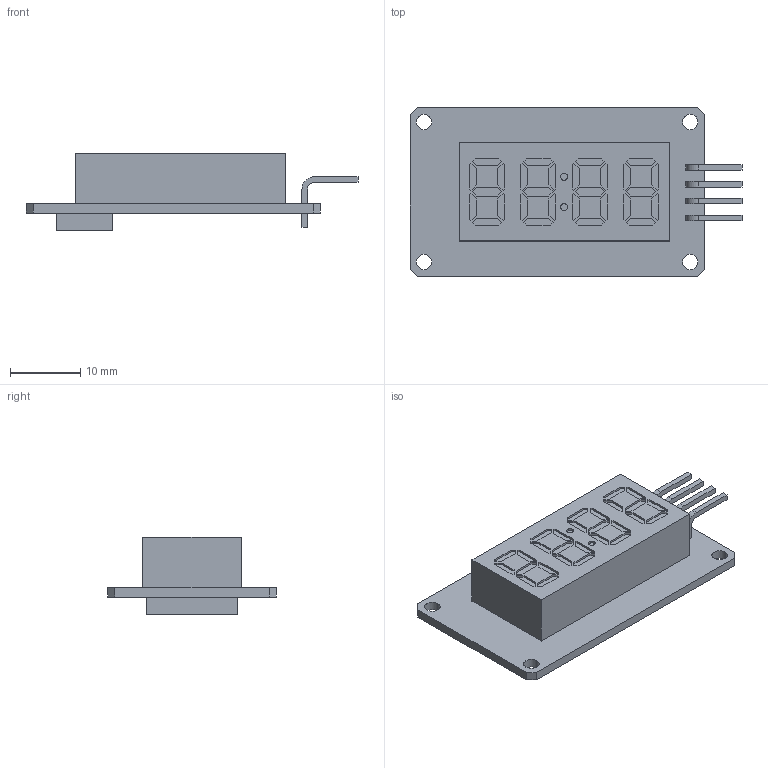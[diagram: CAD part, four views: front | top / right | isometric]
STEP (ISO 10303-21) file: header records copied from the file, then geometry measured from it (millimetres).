
FILE_DESCRIPTION (( 'STEP AP203' ), '1' );
FILE_NAME ('Display TM1637.STEP', '2019-08-21T11:48:58', ( '' ), ( '' ), 'SwSTEP 2.0', 'SolidWorks 2016', '' );
FILE_SCHEMA (( 'CONFIG_CONTROL_DESIGN' ));
Length unit declared in the file: millimetre
Products named in the file (1): Display TM1637
Bounding box: 47.4 x 24 x 11 mm (x, y, z)
Volume: 4574.2 mm3; surface area: 3161.3 mm2
Topology: 1 solids, 1 shells, 286 faces, 732 edges, 488 vertices
Faces by surface type: plane 266, cylinder 20
Entity records: 8609 total; most frequent: CARTESIAN_POINT 1507, ORIENTED_EDGE 1464, DIRECTION 1346, EDGE_CURVE 732, LINE 692, VECTOR 692, VERTEX_POINT 488, EDGE_LOOP 334
